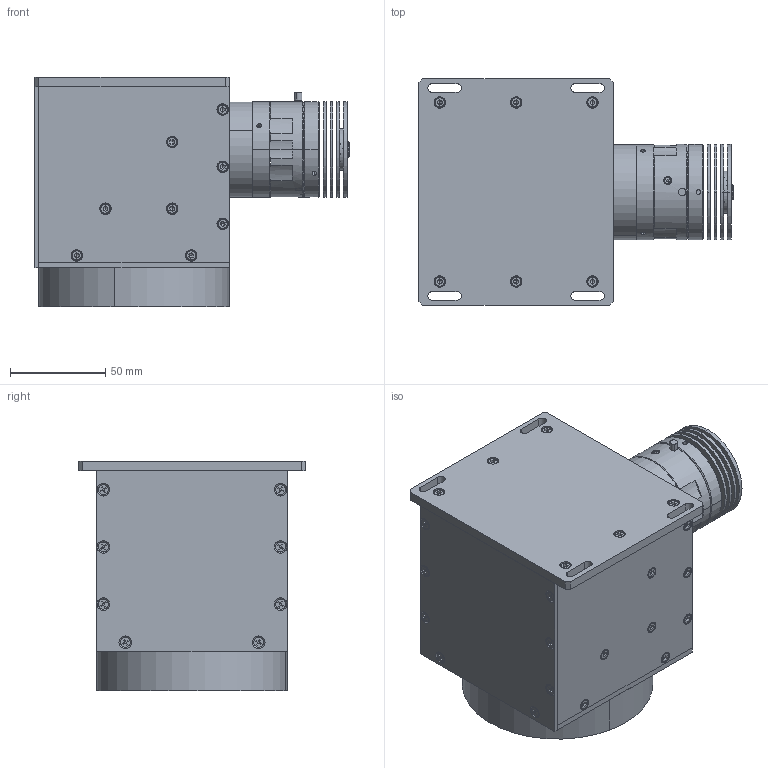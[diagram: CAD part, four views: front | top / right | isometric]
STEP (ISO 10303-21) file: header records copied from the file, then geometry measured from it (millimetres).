
FILE_DESCRIPTION (( 'STEP AP203' ), '1' );
FILE_NAME ('XF-PTI080-L90-(C).STEP', '2020-01-08T03:30:28', ( 'puyufan' ), ( '' ), 'SwSTEP 2.0', 'SolidWorks 2014', '' );
FILE_SCHEMA (( 'CONFIG_CONTROL_DESIGN' ));
Length unit declared in the file: millimetre
Products named in the file (1): XF-PTI080-L90-(C)
Bounding box: 164.81 x 119 x 120.5 mm (x, y, z)
Surface area: 113951 mm2 (no closed solid volume)
Topology: 0 solids, 70 shells, 673 faces, 2127 edges, 1411 vertices
Faces by surface type: plane 363, cylinder 176, cone 76, torus 52, bspline 4, sphere 2
Entity records: 25530 total; most frequent: CARTESIAN_POINT 6803, DIRECTION 4068, ORIENTED_EDGE 3367, EDGE_CURVE 2079, VERTEX_POINT 1411, AXIS2_PLACEMENT_3D 1407, LINE 1254, VECTOR 1254
